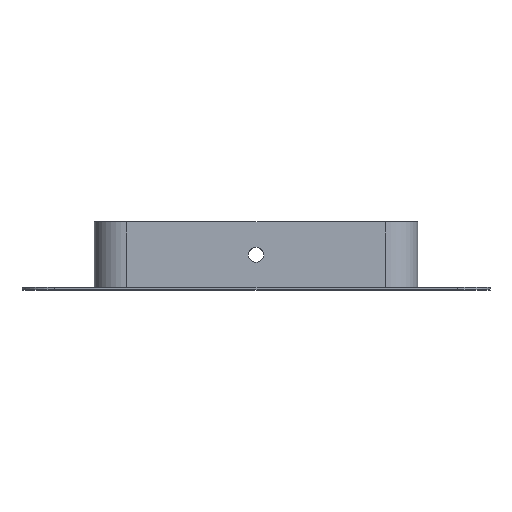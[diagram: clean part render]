
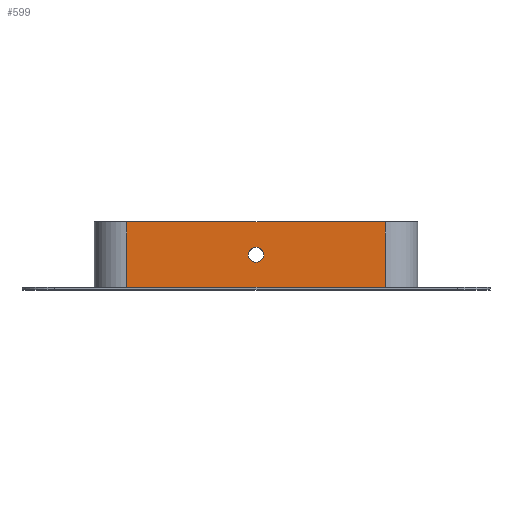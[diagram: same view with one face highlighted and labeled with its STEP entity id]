
A CAD part, top view. The second image highlights one B-rep face of the part: STEP entity #599.
In plain terms, the highlighted face is planar.
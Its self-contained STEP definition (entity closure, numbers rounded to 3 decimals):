
#34 = LINE ( 'NONE', #1332, #40 ) ;
#38 = LINE ( 'NONE', #1326, #44 ) ;
#39 = LINE ( 'NONE', #1322, #41 ) ;
#40 = VECTOR ( 'NONE', #1324, 1000. ) ;
#41 = VECTOR ( 'NONE', #1331, 1000. ) ;
#42 = LINE ( 'NONE', #1327, #46 ) ;
#44 = VECTOR ( 'NONE', #1334, 1000. ) ;
#45 = CIRCLE ( 'NONE', #2220, 3.5 ) ;
#46 = VECTOR ( 'NONE', #1336, 1000. ) ;
#452 = CARTESIAN_POINT ( 'NONE',  ( 0., 0., 3.5 ) ) ;
#599 = ADVANCED_FACE ( 'NONE', ( #2058, #2061 ), #2838, .F. ) ;
#866 = VERTEX_POINT ( 'NONE', #452 ) ;
#1165 = EDGE_CURVE ( 'NONE', #3138, #3132, #39, .T. ) ;
#1166 = EDGE_CURVE ( 'NONE', #3137, #3132, #34, .T. ) ;
#1167 = EDGE_CURVE ( 'NONE', #3133, #3137, #38, .T. ) ;
#1168 = EDGE_CURVE ( 'NONE', #3133, #3138, #42, .T. ) ;
#1169 = EDGE_CURVE ( 'NONE', #866, #866, #45, .T. ) ;
#1322 = CARTESIAN_POINT ( 'NONE',  ( -59., 0., -15. ) ) ;
#1324 = DIRECTION ( 'NONE',  ( 0., 0., -1. ) ) ;
#1326 = CARTESIAN_POINT ( 'NONE',  ( -59., 0., 15. ) ) ;
#1327 = CARTESIAN_POINT ( 'NONE',  ( -59., 0., 15. ) ) ;
#1331 = DIRECTION ( 'NONE',  ( 1., 0., 0. ) ) ;
#1332 = CARTESIAN_POINT ( 'NONE',  ( 59., 0., 15. ) ) ;
#1334 = DIRECTION ( 'NONE',  ( 1., 0., 0. ) ) ;
#1336 = DIRECTION ( 'NONE',  ( 0., 0., -1. ) ) ;
#1338 = CARTESIAN_POINT ( 'NONE',  ( 0., 0., 0. ) ) ;
#1339 = DIRECTION ( 'NONE',  ( 0., 1., 0. ) ) ;
#1340 = DIRECTION ( 'NONE',  ( 0., 0., 1. ) ) ;
#1520 = CARTESIAN_POINT ( 'NONE',  ( 59., 0., -15. ) ) ;
#1521 = CARTESIAN_POINT ( 'NONE',  ( -59., 0., 15. ) ) ;
#1525 = CARTESIAN_POINT ( 'NONE',  ( 59., 0., 15. ) ) ;
#1526 = CARTESIAN_POINT ( 'NONE',  ( -59., 0., -15. ) ) ;
#2058 = FACE_OUTER_BOUND ( 'NONE', #3265, .T. ) ;
#2061 = FACE_BOUND ( 'NONE', #3081, .T. ) ;
#2164 = AXIS2_PLACEMENT_3D ( 'NONE', #2834, #2843, #2844 ) ;
#2220 = AXIS2_PLACEMENT_3D ( 'NONE', #1338, #1339, #1340 ) ;
#2834 = CARTESIAN_POINT ( 'NONE',  ( -59., 0., 15. ) ) ;
#2838 = PLANE ( 'NONE',  #2164 ) ;
#2843 = DIRECTION ( 'NONE',  ( 0., 1., 0. ) ) ;
#2844 = DIRECTION ( 'NONE',  ( 0., 0., 1. ) ) ;
#3081 = EDGE_LOOP ( 'NONE', ( #3237 ) ) ;
#3132 = VERTEX_POINT ( 'NONE', #1520 ) ;
#3133 = VERTEX_POINT ( 'NONE', #1521 ) ;
#3137 = VERTEX_POINT ( 'NONE', #1525 ) ;
#3138 = VERTEX_POINT ( 'NONE', #1526 ) ;
#3233 = ORIENTED_EDGE ( 'NONE', *, *, #1165, .T. ) ;
#3234 = ORIENTED_EDGE ( 'NONE', *, *, #1166, .F. ) ;
#3235 = ORIENTED_EDGE ( 'NONE', *, *, #1167, .F. ) ;
#3236 = ORIENTED_EDGE ( 'NONE', *, *, #1168, .T. ) ;
#3237 = ORIENTED_EDGE ( 'NONE', *, *, #1169, .T. ) ;
#3265 = EDGE_LOOP ( 'NONE', ( #3233, #3234, #3235, #3236 ) ) ;
